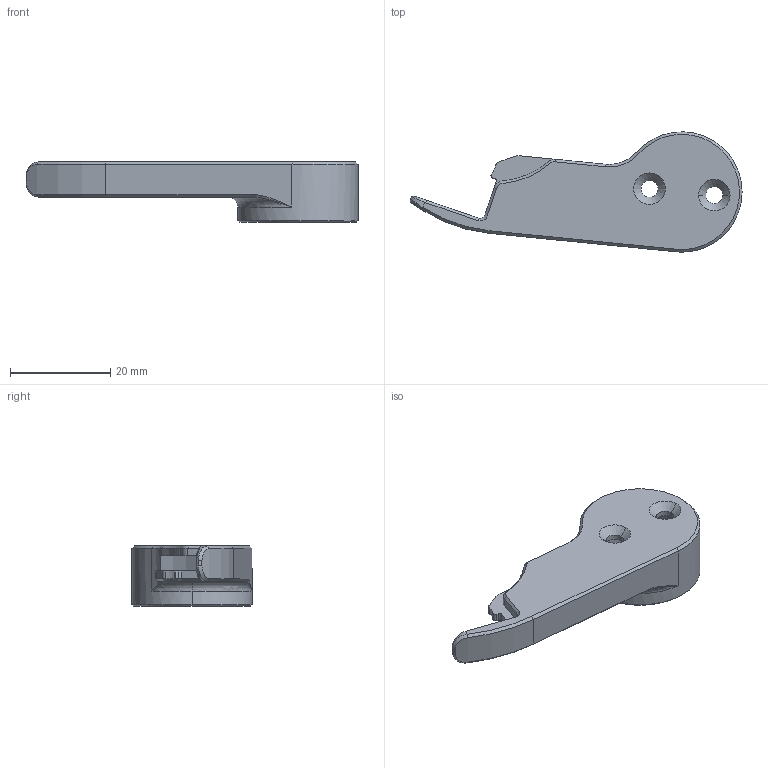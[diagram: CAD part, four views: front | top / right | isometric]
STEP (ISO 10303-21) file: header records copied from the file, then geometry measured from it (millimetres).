
FILE_DESCRIPTION (( 'STEP AP214' ), '1' );
FILE_NAME ('RCDT-PR-004 Guard R0.STEP', '2025-04-08T00:59:54', ( '' ), ( '' ), 'SwSTEP 2.0', 'SolidWorks 2024', '' );
FILE_SCHEMA (( 'AUTOMOTIVE_DESIGN' ));
Length unit declared in the file: millimetre
Products named in the file (1): RCDT-PR-004 Guard R0
Bounding box: 66.3 x 24 x 12 mm (x, y, z)
Volume: 5489.9 mm3; surface area: 4061.7 mm2
Topology: 1 solids, 1 shells, 81 faces, 195 edges, 114 vertices
Faces by surface type: plane 26, cylinder 25, cone 22, bspline 6, torus 2
Entity records: 3297 total; most frequent: CARTESIAN_POINT 1377, DIRECTION 391, ORIENTED_EDGE 384, EDGE_CURVE 192, AXIS2_PLACEMENT_3D 147, VERTEX_POINT 114, LINE 97, VECTOR 97
